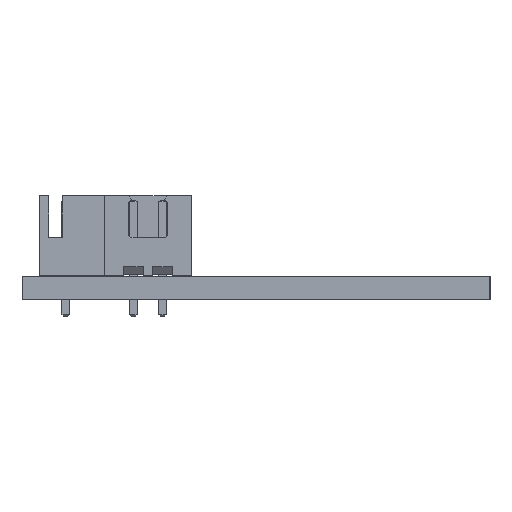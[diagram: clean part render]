
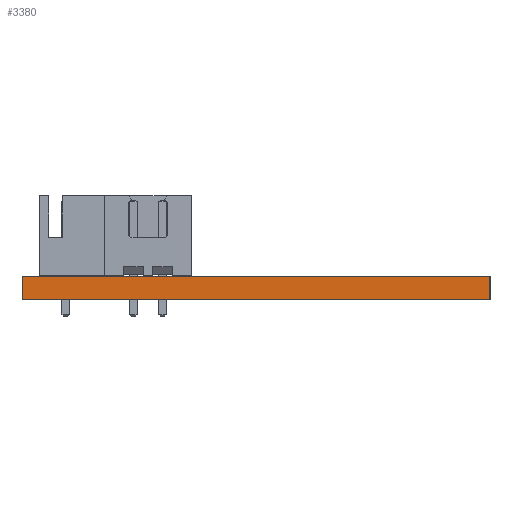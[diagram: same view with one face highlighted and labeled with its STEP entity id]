
A CAD part, left-side view. The second image highlights one B-rep face of the part: STEP entity #3380.
In plain terms, the highlighted planar face has unit normal (-1, 0, 0).
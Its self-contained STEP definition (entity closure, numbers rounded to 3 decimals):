
#250=PLANE('',#3736);
#412=FACE_OUTER_BOUND('',#576,.T.);
#576=EDGE_LOOP('',(#2647,#2648,#2649,#2650));
#906=LINE('',#5297,#1190);
#914=LINE('',#5312,#1198);
#915=LINE('',#5314,#1199);
#916=LINE('',#5315,#1200);
#1190=VECTOR('',#4410,10.);
#1198=VECTOR('',#4422,10.);
#1199=VECTOR('',#4425,10.);
#1200=VECTOR('',#4426,10.);
#1724=VERTEX_POINT('',#5294);
#1725=VERTEX_POINT('',#5296);
#1729=VERTEX_POINT('',#5308);
#1730=VERTEX_POINT('',#5310);
#2102=EDGE_CURVE('',#1724,#1725,#906,.T.);
#2110=EDGE_CURVE('',#1729,#1730,#914,.T.);
#2111=EDGE_CURVE('',#1724,#1729,#915,.T.);
#2112=EDGE_CURVE('',#1725,#1730,#916,.T.);
#2647=ORIENTED_EDGE('',*,*,#2111,.T.);
#2648=ORIENTED_EDGE('',*,*,#2110,.T.);
#2649=ORIENTED_EDGE('',*,*,#2112,.F.);
#2650=ORIENTED_EDGE('',*,*,#2102,.F.);
#3380=ADVANCED_FACE('',(#412),#250,.T.);
#3736=AXIS2_PLACEMENT_3D('',#5313,#4423,#4424);
#4410=DIRECTION('',(0.,0.,1.));
#4422=DIRECTION('',(0.,0.,1.));
#4423=DIRECTION('center_axis',(-1.,0.,0.));
#4424=DIRECTION('ref_axis',(0.,-1.,0.));
#4425=DIRECTION('',(0.,-1.,0.));
#4426=DIRECTION('',(0.,-1.,0.));
#5294=CARTESIAN_POINT('',(0.,40.,0.));
#5296=CARTESIAN_POINT('',(0.,40.,1.99));
#5297=CARTESIAN_POINT('',(0.,40.,0.));
#5308=CARTESIAN_POINT('',(0.,0.,0.));
#5310=CARTESIAN_POINT('',(0.,0.,1.99));
#5312=CARTESIAN_POINT('',(0.,0.,0.));
#5313=CARTESIAN_POINT('Origin',(0.,40.,0.));
#5314=CARTESIAN_POINT('',(0.,40.,0.));
#5315=CARTESIAN_POINT('',(0.,40.,1.99));
